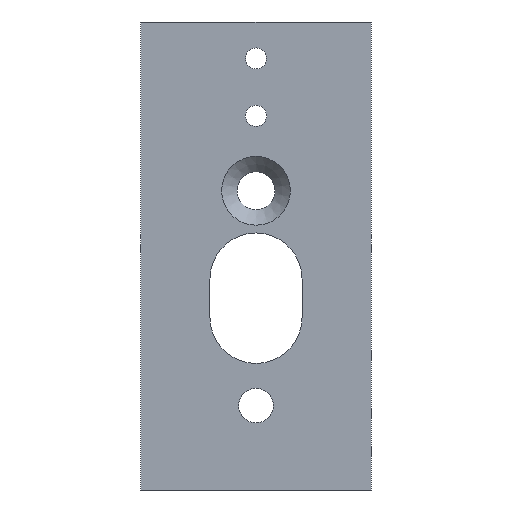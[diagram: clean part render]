
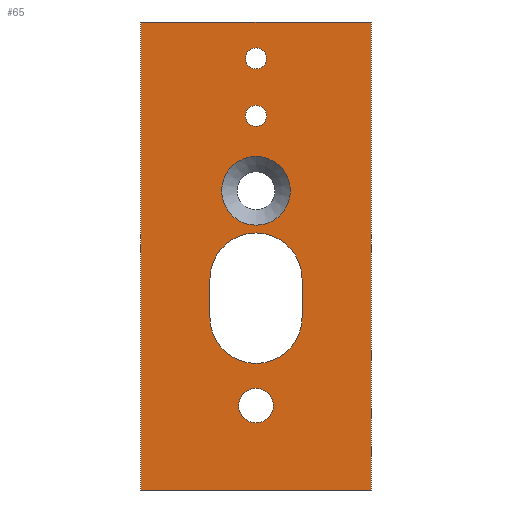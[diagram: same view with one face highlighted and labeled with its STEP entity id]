
A CAD part, front view. The second image highlights one B-rep face of the part: STEP entity #65.
In plain terms, the highlighted planar face has unit normal (0, -1, 0).
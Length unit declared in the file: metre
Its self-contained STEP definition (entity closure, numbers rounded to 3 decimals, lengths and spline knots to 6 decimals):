
#65 = ADVANCED_FACE( '', ( #141, #142, #143, #144, #145, #146 ), #147, .T. );
#141 = FACE_BOUND( '', #234, .T. );
#142 = FACE_BOUND( '', #235, .T. );
#143 = FACE_BOUND( '', #236, .T. );
#144 = FACE_BOUND( '', #237, .T. );
#145 = FACE_OUTER_BOUND( '', #238, .T. );
#146 = FACE_BOUND( '', #239, .T. );
#147 = PLANE( '', #240 );
#234 = EDGE_LOOP( '', ( #376 ) );
#235 = EDGE_LOOP( '', ( #377 ) );
#236 = EDGE_LOOP( '', ( #378 ) );
#237 = EDGE_LOOP( '', ( #379 ) );
#238 = EDGE_LOOP( '', ( #380, #381, #382, #383 ) );
#239 = EDGE_LOOP( '', ( #384, #385, #386, #387 ) );
#240 = AXIS2_PLACEMENT_3D( '', #388, #389, #390 );
#376 = ORIENTED_EDGE( '', *, *, #518, .F. );
#377 = ORIENTED_EDGE( '', *, *, #519, .F. );
#378 = ORIENTED_EDGE( '', *, *, #473, .F. );
#379 = ORIENTED_EDGE( '', *, *, #520, .F. );
#380 = ORIENTED_EDGE( '', *, *, #521, .F. );
#381 = ORIENTED_EDGE( '', *, *, #498, .T. );
#382 = ORIENTED_EDGE( '', *, *, #522, .T. );
#383 = ORIENTED_EDGE( '', *, *, #480, .F. );
#384 = ORIENTED_EDGE( '', *, *, #512, .F. );
#385 = ORIENTED_EDGE( '', *, *, #486, .T. );
#386 = ORIENTED_EDGE( '', *, *, #516, .F. );
#387 = ORIENTED_EDGE( '', *, *, #523, .F. );
#388 = CARTESIAN_POINT( '', ( 0.03, -0.004, 0.061 ) );
#389 = DIRECTION( '', ( 0., -1., 0. ) );
#390 = DIRECTION( '', ( 1., 0., 0. ) );
#473 = EDGE_CURVE( '', #548, #548, #549, .T. );
#480 = EDGE_CURVE( '', #560, #562, #563, .T. );
#486 = EDGE_CURVE( '', #572, #570, #573, .T. );
#498 = EDGE_CURVE( '', #582, #589, #591, .T. );
#512 = EDGE_CURVE( '', #572, #612, #613, .T. );
#516 = EDGE_CURVE( '', #616, #570, #618, .T. );
#518 = EDGE_CURVE( '', #620, #620, #621, .T. );
#519 = EDGE_CURVE( '', #622, #622, #623, .T. );
#520 = EDGE_CURVE( '', #624, #624, #625, .T. );
#521 = EDGE_CURVE( '', #582, #560, #626, .T. );
#522 = EDGE_CURVE( '', #589, #562, #627, .T. );
#523 = EDGE_CURVE( '', #612, #616, #628, .T. );
#548 = VERTEX_POINT( '', #661 );
#549 = CIRCLE( '', #662, 0.0045 );
#560 = VERTEX_POINT( '', #676 );
#562 = VERTEX_POINT( '', #679 );
#563 = LINE( '', #680, #681 );
#570 = VERTEX_POINT( '', #691 );
#572 = VERTEX_POINT( '', #694 );
#573 = LINE( '', #695, #696 );
#582 = VERTEX_POINT( '', #709 );
#589 = VERTEX_POINT( '', #720 );
#591 = LINE( '', #723, #724 );
#612 = VERTEX_POINT( '', #748 );
#613 = CIRCLE( '', #749, 0.012 );
#616 = VERTEX_POINT( '', #753 );
#618 = CIRCLE( '', #756, 0.012 );
#620 = VERTEX_POINT( '', #758 );
#621 = CIRCLE( '', #759, 0.00275 );
#622 = VERTEX_POINT( '', #760 );
#623 = CIRCLE( '', #761, 0.00275 );
#624 = VERTEX_POINT( '', #762 );
#625 = CIRCLE( '', #763, 0.00896 );
#626 = LINE( '', #764, #765 );
#627 = LINE( '', #766, #767 );
#628 = LINE( '', #768, #769 );
#661 = CARTESIAN_POINT( '', ( 0.03, -0.004, 0.0175 ) );
#662 = AXIS2_PLACEMENT_3D( '', #792, #793, #794 );
#676 = CARTESIAN_POINT( '', ( 0., -0.004, 0.122 ) );
#679 = CARTESIAN_POINT( '', ( 0.06, -0.004, 0.122 ) );
#680 = CARTESIAN_POINT( '', ( 0.03, -0.004, 0.122 ) );
#681 = VECTOR( '', #802, 1. );
#691 = CARTESIAN_POINT( '', ( 0.018, -0.004, 0.055 ) );
#694 = CARTESIAN_POINT( '', ( 0.018, -0.004, 0.045 ) );
#695 = CARTESIAN_POINT( '', ( 0.018, -0.004, 0.05 ) );
#696 = VECTOR( '', #807, 1. );
#709 = CARTESIAN_POINT( '', ( 0., -0.004, 0. ) );
#720 = CARTESIAN_POINT( '', ( 0.06, -0.004, 0. ) );
#723 = CARTESIAN_POINT( '', ( 0.03, -0.004, 0. ) );
#724 = VECTOR( '', #817, 1. );
#748 = CARTESIAN_POINT( '', ( 0.042, -0.004, 0.045 ) );
#749 = AXIS2_PLACEMENT_3D( '', #842, #843, #844 );
#753 = CARTESIAN_POINT( '', ( 0.042, -0.004, 0.055 ) );
#756 = AXIS2_PLACEMENT_3D( '', #847, #848, #849 );
#758 = CARTESIAN_POINT( '', ( 0.03, -0.004, 0.09475 ) );
#759 = AXIS2_PLACEMENT_3D( '', #850, #851, #852 );
#760 = CARTESIAN_POINT( '', ( 0.03, -0.004, 0.10975 ) );
#761 = AXIS2_PLACEMENT_3D( '', #853, #854, #855 );
#762 = CARTESIAN_POINT( '', ( 0.03, -0.004, 0.06904 ) );
#763 = AXIS2_PLACEMENT_3D( '', #856, #857, #858 );
#764 = CARTESIAN_POINT( '', ( 0., -0.004, 0.061 ) );
#765 = VECTOR( '', #859, 1. );
#766 = CARTESIAN_POINT( '', ( 0.06, -0.004, 0.061 ) );
#767 = VECTOR( '', #860, 1. );
#768 = CARTESIAN_POINT( '', ( 0.042, -0.004, 0.05 ) );
#769 = VECTOR( '', #861, 1. );
#792 = CARTESIAN_POINT( '', ( 0.03, -0.004, 0.022 ) );
#793 = DIRECTION( '', ( 0., -1., 0. ) );
#794 = DIRECTION( '', ( 0., 0., -1. ) );
#802 = DIRECTION( '', ( 1., 0., 0. ) );
#807 = DIRECTION( '', ( 0., 0., 1. ) );
#817 = DIRECTION( '', ( 1., 0., 0. ) );
#842 = CARTESIAN_POINT( '', ( 0.03, -0.004, 0.045 ) );
#843 = DIRECTION( '', ( 0., -1., 0. ) );
#844 = DIRECTION( '', ( 0., 0., -1. ) );
#847 = CARTESIAN_POINT( '', ( 0.03, -0.004, 0.055 ) );
#848 = DIRECTION( '', ( 0., -1., 0. ) );
#849 = DIRECTION( '', ( 0., 0., -1. ) );
#850 = CARTESIAN_POINT( '', ( 0.03, -0.004, 0.0975 ) );
#851 = DIRECTION( '', ( 0., -1., 0. ) );
#852 = DIRECTION( '', ( 0., 0., -1. ) );
#853 = CARTESIAN_POINT( '', ( 0.03, -0.004, 0.1125 ) );
#854 = DIRECTION( '', ( 0., -1., 0. ) );
#855 = DIRECTION( '', ( 0., 0., -1. ) );
#856 = CARTESIAN_POINT( '', ( 0.03, -0.004, 0.078 ) );
#857 = DIRECTION( '', ( 0., -1., 0. ) );
#858 = DIRECTION( '', ( 0., 0., -1. ) );
#859 = DIRECTION( '', ( 0., 0., 1. ) );
#860 = DIRECTION( '', ( 0., 0., 1. ) );
#861 = DIRECTION( '', ( 0., 0., 1. ) );
